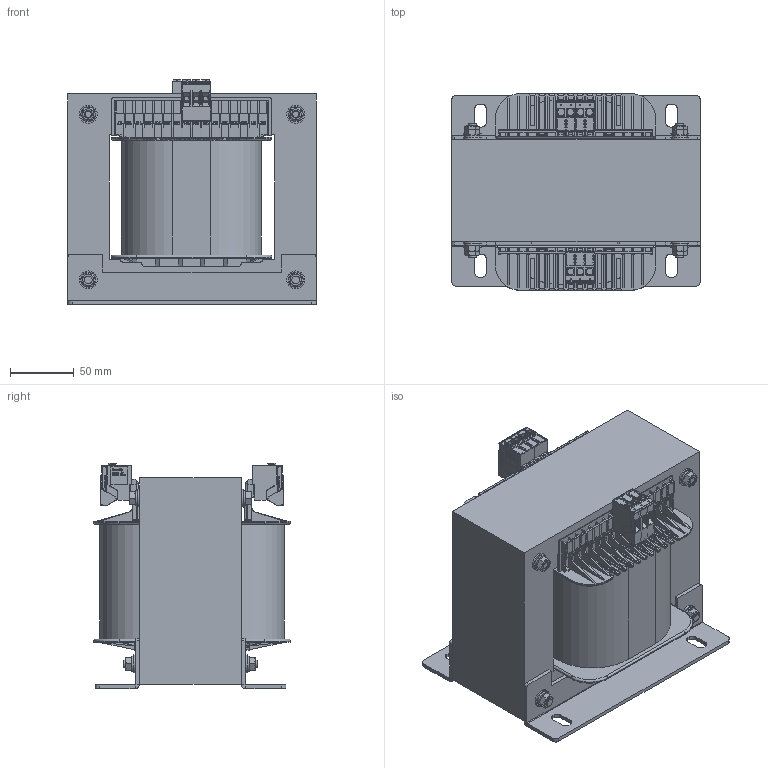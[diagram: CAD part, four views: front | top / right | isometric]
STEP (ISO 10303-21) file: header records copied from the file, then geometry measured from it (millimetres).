
FILE_DESCRIPTION(/* description */ (''),/* implementation_level */ '2;1');
FILE_NAME(/* name */ 'TF042253200.stp',/* time_stamp */ '2022-10-20T11:22:48+02:00',/* author */ ('velazquez'),/* organization */ (''),/* preprocessor_version */ 'ST-DEVELOPER v19.2',/* originating_system */ 'Autodesk Inventor 2023',/* authorisation */ '');
FILE_SCHEMA (('AUTOMOTIVE_DESIGN { 1 0 10303 214 3 1 1 }'));
Products named in the file (13): TF042253200; EI195 x 162 - 80 (Rc65); EI192_82_AK_25372_1_Wz837 BOBINADO; EI192_82_AK_25372_1_Wz837; BOB 82; 195; centrador M6; DIN 125 - A 6,4; Varilla m6x95; Varilla m6x105; DIN 934 - M6; 1227_TKS_4_3_F NARANJA; 1226_TKS_4_2_F
Assembly tree (37 placements, depth 3):
  TF042253200
    EI195 x 162 - 80 (Rc65)
    EI192_82_AK_25372_1_Wz837 BOBINADO
      EI192_82_AK_25372_1_Wz837
      BOB 82
    195  x2
    centrador M6  x8
    DIN 125 - A 6,4  x8
    Varilla m6x95  x2
    DIN 934 - M6  x8
    Varilla m6x105  x2
    1227_TKS_4_3_F NARANJA
    1226_TKS_4_2_F  x2
Bounding box: 195 x 154.6 x 177 mm (x, y, z)
Volume: 3001492 mm3; surface area: 480153.7 mm2
Topology: 36 solids, 36 shells, 7934 faces, 22177 edges, 14439 vertices
Faces by surface type: plane 5570, bspline 1165, cylinder 947, torus 208, cone 32, sphere 12
Full cylindrical faces by diameter (mm): 4.917 x8, 6 x12, 6.4 x8, 7.6 x8, 9.9 x4, 11 x4, 12 x8, 14 x8
Entity records: 207547 total; most frequent: CARTESIAN_POINT 49718, ORIENTED_EDGE 34202, DIRECTION 26893, EDGE_CURVE 17101, LINE 13179, VECTOR 13179, VERTEX_POINT 11147, AXIS2_PLACEMENT_3D 6857
